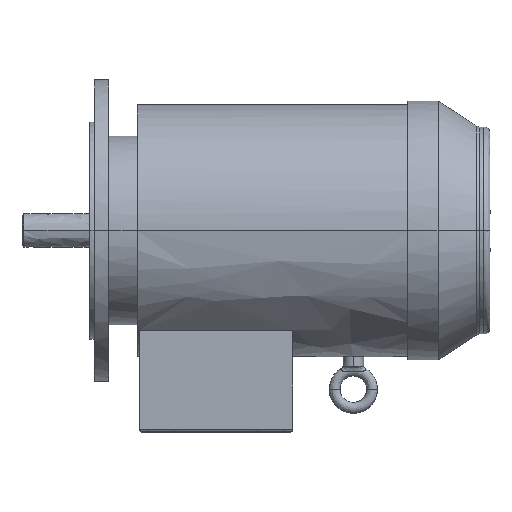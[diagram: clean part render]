
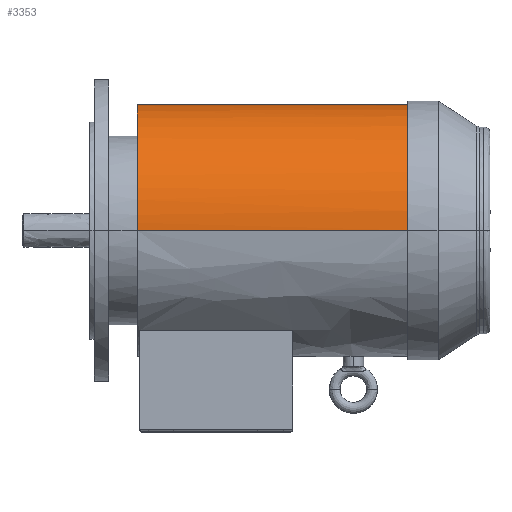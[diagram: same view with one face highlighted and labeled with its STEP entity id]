
A CAD part, top view. The second image highlights one B-rep face of the part: STEP entity #3353.
In plain terms, the highlighted free-form (B-spline) face has degree [3, 1] with [4, 2] control points.
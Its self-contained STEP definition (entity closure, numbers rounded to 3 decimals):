
#3353 = ADVANCED_FACE('',(#3354),#3369,.T.);
#3354 = FACE_BOUND('',#3355,.T.);
#3355 = EDGE_LOOP('',(#3356,#3383,#3397,#3413));
#3356 = ORIENTED_EDGE('',*,*,#3357,.T.);
#3357 = EDGE_CURVE('',#3358,#3360,#3362,.T.);
#3358 = VERTEX_POINT('',#3359);
#3359 = CARTESIAN_POINT('',(259.5,0.,104.5));
#3360 = VERTEX_POINT('',#3361);
#3361 = CARTESIAN_POINT('',(259.5,0.,-104.5));
#3362 = SURFACE_CURVE('',#3363,(#3368),.PCURVE_S1.);
#3363 = ( BOUNDED_CURVE() B_SPLINE_CURVE(3,(#3364,#3365,#3366,#3367),
.UNSPECIFIED.,.F.,.F.) B_SPLINE_CURVE_WITH_KNOTS((4,4),(0.,
3.142),.PIECEWISE_BEZIER_KNOTS.) CURVE() 
GEOMETRIC_REPRESENTATION_ITEM() RATIONAL_B_SPLINE_CURVE((1.,
0.333,0.333,1.)) REPRESENTATION_ITEM('') );
#3364 = CARTESIAN_POINT('',(259.5,0.,104.5));
#3365 = CARTESIAN_POINT('',(259.5,209.,104.5));
#3366 = CARTESIAN_POINT('',(259.5,209.,-104.5));
#3367 = CARTESIAN_POINT('',(259.5,0.,-104.5));
#3368 = PCURVE('',#3369,#3378);
#3369 = ( BOUNDED_SURFACE() B_SPLINE_SURFACE(3,1,(
    (#3370,#3371)
    ,(#3372,#3373)
    ,(#3374,#3375)
    ,(#3376,#3377
)),.UNSPECIFIED.,.F.,.F.,.F.) B_SPLINE_SURFACE_WITH_KNOTS((4,4),(2,2),(
    0.,1.),(0.,1.),.PIECEWISE_BEZIER_KNOTS.) 
GEOMETRIC_REPRESENTATION_ITEM() RATIONAL_B_SPLINE_SURFACE((
    (1.,1.)
    ,(0.333,0.333)
    ,(0.333,0.333)
,(1.,1.))) REPRESENTATION_ITEM('') SURFACE() );
#3370 = CARTESIAN_POINT('',(259.5,0.,104.5));
#3371 = CARTESIAN_POINT('',(35.5,0.,104.5));
#3372 = CARTESIAN_POINT('',(259.5,209.,104.5));
#3373 = CARTESIAN_POINT('',(35.5,209.,104.5));
#3374 = CARTESIAN_POINT('',(259.5,209.,-104.5));
#3375 = CARTESIAN_POINT('',(35.5,209.,-104.5));
#3376 = CARTESIAN_POINT('',(259.5,0.,-104.5));
#3377 = CARTESIAN_POINT('',(35.5,0.,-104.5));
#3378 = DEFINITIONAL_REPRESENTATION('',(#3379),#3382);
#3379 = B_SPLINE_CURVE_WITH_KNOTS('',1,(#3380,#3381),.UNSPECIFIED.,.F.,
  .F.,(2,2),(0.,3.142),.PIECEWISE_BEZIER_KNOTS.);
#3380 = CARTESIAN_POINT('',(0.,0.));
#3381 = CARTESIAN_POINT('',(1.,0.));
#3382 = ( GEOMETRIC_REPRESENTATION_CONTEXT(2) 
PARAMETRIC_REPRESENTATION_CONTEXT() REPRESENTATION_CONTEXT('2D SPACE',''
  ) );
#3383 = ORIENTED_EDGE('',*,*,#3384,.T.);
#3384 = EDGE_CURVE('',#3360,#3385,#3387,.T.);
#3385 = VERTEX_POINT('',#3386);
#3386 = CARTESIAN_POINT('',(35.5,0.,-104.5));
#3387 = SURFACE_CURVE('',#3388,(#3391),.PCURVE_S1.);
#3388 = B_SPLINE_CURVE_WITH_KNOTS('',1,(#3389,#3390),.UNSPECIFIED.,.F.,
  .F.,(2,2),(0.055,0.279),.PIECEWISE_BEZIER_KNOTS.);
#3389 = CARTESIAN_POINT('',(259.5,0.,-104.5));
#3390 = CARTESIAN_POINT('',(35.5,0.,-104.5));
#3391 = PCURVE('',#3369,#3392);
#3392 = DEFINITIONAL_REPRESENTATION('',(#3393),#3396);
#3393 = B_SPLINE_CURVE_WITH_KNOTS('',1,(#3394,#3395),.UNSPECIFIED.,.F.,
  .F.,(2,2),(0.055,0.279),.PIECEWISE_BEZIER_KNOTS.);
#3394 = CARTESIAN_POINT('',(1.,0.));
#3395 = CARTESIAN_POINT('',(1.,1.));
#3396 = ( GEOMETRIC_REPRESENTATION_CONTEXT(2) 
PARAMETRIC_REPRESENTATION_CONTEXT() REPRESENTATION_CONTEXT('2D SPACE',''
  ) );
#3397 = ORIENTED_EDGE('',*,*,#3398,.T.);
#3398 = EDGE_CURVE('',#3385,#3399,#3401,.T.);
#3399 = VERTEX_POINT('',#3400);
#3400 = CARTESIAN_POINT('',(35.5,0.,104.5));
#3401 = SURFACE_CURVE('',#3402,(#3407),.PCURVE_S1.);
#3402 = ( BOUNDED_CURVE() B_SPLINE_CURVE(3,(#3403,#3404,#3405,#3406),
.UNSPECIFIED.,.F.,.F.) B_SPLINE_CURVE_WITH_KNOTS((4,4),(-3.142,
0.),.PIECEWISE_BEZIER_KNOTS.) CURVE() GEOMETRIC_REPRESENTATION_ITEM
() RATIONAL_B_SPLINE_CURVE((1.,0.333,0.333,1.)) 
REPRESENTATION_ITEM('') );
#3403 = CARTESIAN_POINT('',(35.5,0.,-104.5));
#3404 = CARTESIAN_POINT('',(35.5,209.,-104.5));
#3405 = CARTESIAN_POINT('',(35.5,209.,104.5));
#3406 = CARTESIAN_POINT('',(35.5,0.,104.5));
#3407 = PCURVE('',#3369,#3408);
#3408 = DEFINITIONAL_REPRESENTATION('',(#3409),#3412);
#3409 = B_SPLINE_CURVE_WITH_KNOTS('',1,(#3410,#3411),.UNSPECIFIED.,.F.,
  .F.,(2,2),(-3.142,0.),.PIECEWISE_BEZIER_KNOTS.);
#3410 = CARTESIAN_POINT('',(1.,1.));
#3411 = CARTESIAN_POINT('',(0.,1.));
#3412 = ( GEOMETRIC_REPRESENTATION_CONTEXT(2) 
PARAMETRIC_REPRESENTATION_CONTEXT() REPRESENTATION_CONTEXT('2D SPACE',''
  ) );
#3413 = ORIENTED_EDGE('',*,*,#3414,.T.);
#3414 = EDGE_CURVE('',#3399,#3358,#3415,.T.);
#3415 = SURFACE_CURVE('',#3416,(#3419),.PCURVE_S1.);
#3416 = B_SPLINE_CURVE_WITH_KNOTS('',1,(#3417,#3418),.UNSPECIFIED.,.F.,
  .F.,(2,2),(-0.279,-0.055),.PIECEWISE_BEZIER_KNOTS.);
#3417 = CARTESIAN_POINT('',(35.5,0.,104.5));
#3418 = CARTESIAN_POINT('',(259.5,0.,104.5));
#3419 = PCURVE('',#3369,#3420);
#3420 = DEFINITIONAL_REPRESENTATION('',(#3421),#3424);
#3421 = B_SPLINE_CURVE_WITH_KNOTS('',1,(#3422,#3423),.UNSPECIFIED.,.F.,
  .F.,(2,2),(-0.279,-0.055),.PIECEWISE_BEZIER_KNOTS.);
#3422 = CARTESIAN_POINT('',(0.,1.));
#3423 = CARTESIAN_POINT('',(0.,0.));
#3424 = ( GEOMETRIC_REPRESENTATION_CONTEXT(2) 
PARAMETRIC_REPRESENTATION_CONTEXT() REPRESENTATION_CONTEXT('2D SPACE',''
  ) );
